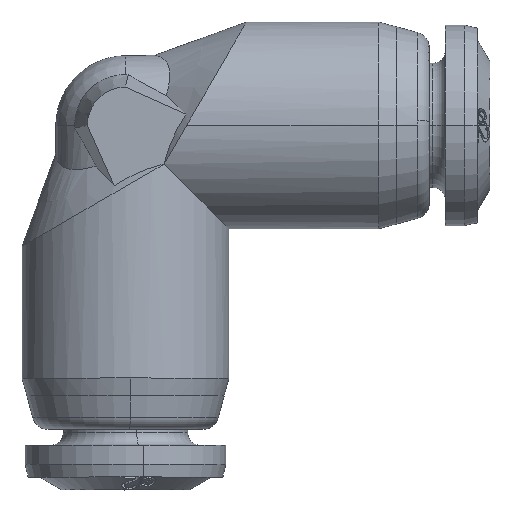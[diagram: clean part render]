
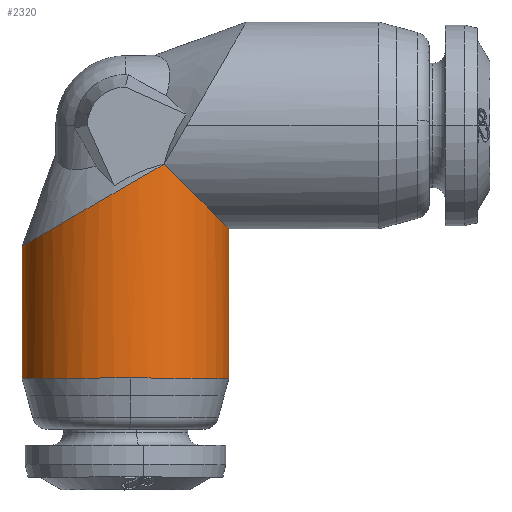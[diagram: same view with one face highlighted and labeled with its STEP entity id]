
A CAD part, top view. The second image highlights one B-rep face of the part: STEP entity #2320.
In plain terms, the highlighted cylindrical face has radius 3.25 mm (diameter 6.5 mm), a partial arc.
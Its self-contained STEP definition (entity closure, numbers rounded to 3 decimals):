
#754 = AXIS2_PLACEMENT_3D ( 'NONE', #12335, #12336, #12337 ) ;
#755 = AXIS2_PLACEMENT_3D ( 'NONE', #12365, #12366, #12367 ) ;
#1876 = CARTESIAN_POINT ( 'NONE',  ( 0., 0., 0. ) ) ;
#1877 = DIRECTION ( 'NONE',  ( 0., 1., 0. ) ) ;
#1885 = DIRECTION ( 'NONE',  ( -1., 0., 0. ) ) ;
#2230 = EDGE_CURVE ( 'NONE', #10184, #10171, #10673, .T. ) ;
#2231 = EDGE_CURVE ( 'NONE', #10171, #10199, #10668, .T. ) ;
#2232 = EDGE_CURVE ( 'NONE', #9936, #10199, #4121, .T. ) ;
#2233 = EDGE_CURVE ( 'NONE', #10188, #9936, #4122, .T. ) ;
#2234 = EDGE_CURVE ( 'NONE', #10195, #10188, #4123, .T. ) ;
#2235 = EDGE_CURVE ( 'NONE', #10186, #10195, #4124, .T. ) ;
#2236 = EDGE_CURVE ( 'NONE', #10197, #10186, #4125, .T. ) ;
#2237 = EDGE_CURVE ( 'NONE', #9929, #10197, #4126, .T. ) ;
#2238 = EDGE_CURVE ( 'NONE', #10204, #9929, #10679, .T. ) ;
#2239 = EDGE_CURVE ( 'NONE', #10204, #10184, #10677, .T. ) ;
#2320 = ADVANCED_FACE ( 'NONE', ( #5120 ), #5128, .T. ) ;
#2408 = AXIS2_PLACEMENT_3D ( 'NONE', #1876, #1877, #1885 ) ;
#4121 =( BOUNDED_CURVE ( )  B_SPLINE_CURVE ( 3, ( #12333, #12332, #12341, #12342 ),
 .UNSPECIFIED., .F., .F. ) 
 B_SPLINE_CURVE_WITH_KNOTS ( ( 4, 4 ),
 ( 1.955, 3.142 ),
 .UNSPECIFIED. ) 
 CURVE ( )  GEOMETRIC_REPRESENTATION_ITEM ( )  RATIONAL_B_SPLINE_CURVE ( ( 1., 0.886, 0.886, 1. ) ) 
 REPRESENTATION_ITEM ( '' )  );
#4122 = B_SPLINE_CURVE_WITH_KNOTS ( 'NONE', 3,
 ( #12338, #12340, #12345, #12346 ),
 .UNSPECIFIED., .F., .F.,
 ( 4, 4 ),
 ( 0., 1. ),
 .UNSPECIFIED. ) ;
#4123 = B_SPLINE_CURVE_WITH_KNOTS ( 'NONE', 3,
 ( #12339, #12344, #12349, #12350 ),
 .UNSPECIFIED., .F., .F.,
 ( 4, 4 ),
 ( 0., 1. ),
 .UNSPECIFIED. ) ;
#4124 = B_SPLINE_CURVE_WITH_KNOTS ( 'NONE', 3,
 ( #12343, #12348, #12353, #12354 ),
 .UNSPECIFIED., .F., .F.,
 ( 4, 4 ),
 ( 0., 1. ),
 .UNSPECIFIED. ) ;
#4125 = B_SPLINE_CURVE_WITH_KNOTS ( 'NONE', 3,
 ( #12347, #12352, #12356, #12357 ),
 .UNSPECIFIED., .F., .F.,
 ( 4, 4 ),
 ( 0., 1. ),
 .UNSPECIFIED. ) ;
#4126 = B_SPLINE_CURVE_WITH_KNOTS ( 'NONE', 3,
 ( #12351, #12355, #12359, #12360 ),
 .UNSPECIFIED., .F., .F.,
 ( 4, 4 ),
 ( 0., 1. ),
 .UNSPECIFIED. ) ;
#4775 = ORIENTED_EDGE ( 'NONE', *, *, #2230, .T. ) ;
#4776 = ORIENTED_EDGE ( 'NONE', *, *, #2231, .T. ) ;
#4777 = ORIENTED_EDGE ( 'NONE', *, *, #2232, .F. ) ;
#4778 = ORIENTED_EDGE ( 'NONE', *, *, #2233, .F. ) ;
#4779 = ORIENTED_EDGE ( 'NONE', *, *, #2234, .F. ) ;
#4780 = ORIENTED_EDGE ( 'NONE', *, *, #2235, .F. ) ;
#4781 = ORIENTED_EDGE ( 'NONE', *, *, #2236, .F. ) ;
#5120 = FACE_OUTER_BOUND ( 'NONE', #5313, .T. ) ;
#5128 = CYLINDRICAL_SURFACE ( 'NONE', #2408, 3.25 ) ;
#5313 = EDGE_LOOP ( 'NONE', ( #4775, #4776, #4777, #4778, #4779, #4780, #4781, #5341, #5342, #5343 ) ) ;
#5341 = ORIENTED_EDGE ( 'NONE', *, *, #2237, .F. ) ;
#5342 = ORIENTED_EDGE ( 'NONE', *, *, #2238, .F. ) ;
#5343 = ORIENTED_EDGE ( 'NONE', *, *, #2239, .T. ) ;
#8651 = CARTESIAN_POINT ( 'NONE',  ( -3.25, -3.8, 0. ) ) ;
#8655 = CARTESIAN_POINT ( 'NONE',  ( 1.22, -1.22, 3.013 ) ) ;
#8856 = CARTESIAN_POINT ( 'NONE',  ( 3.25, -7.94, 0. ) ) ;
#8862 = CARTESIAN_POINT ( 'NONE',  ( 0.163, -7.94, 3.246 ) ) ;
#8863 = CARTESIAN_POINT ( 'NONE',  ( -2.298, -3.25, 2.298 ) ) ;
#8864 = CARTESIAN_POINT ( 'NONE',  ( 0., -1.924, 3.25 ) ) ;
#8867 = CARTESIAN_POINT ( 'NONE',  ( -1.244, -2.642, 3.003 ) ) ;
#8868 = CARTESIAN_POINT ( 'NONE',  ( -3.003, -3.657, 1.244 ) ) ;
#8869 = CARTESIAN_POINT ( 'NONE',  ( 3.25, -3.25, 0. ) ) ;
#8871 = CARTESIAN_POINT ( 'NONE',  ( -3.25, -7.94, 0. ) ) ;
#9929 = VERTEX_POINT ( 'NONE', #8651 ) ;
#9936 = VERTEX_POINT ( 'NONE', #8655 ) ;
#10171 = VERTEX_POINT ( 'NONE', #8856 ) ;
#10184 = VERTEX_POINT ( 'NONE', #8862 ) ;
#10186 = VERTEX_POINT ( 'NONE', #8863 ) ;
#10188 = VERTEX_POINT ( 'NONE', #8864 ) ;
#10195 = VERTEX_POINT ( 'NONE', #8867 ) ;
#10197 = VERTEX_POINT ( 'NONE', #8868 ) ;
#10199 = VERTEX_POINT ( 'NONE', #8869 ) ;
#10204 = VERTEX_POINT ( 'NONE', #8871 ) ;
#10668 = LINE ( 'NONE', #12334, #10676 ) ;
#10673 = CIRCLE ( 'NONE', #754, 3.25 ) ;
#10676 = VECTOR ( 'NONE', #12328, 1000. ) ;
#10677 = CIRCLE ( 'NONE', #755, 3.25 ) ;
#10678 = VECTOR ( 'NONE', #12362, 1000. ) ;
#10679 = LINE ( 'NONE', #12361, #10678 ) ;
#12328 = DIRECTION ( 'NONE',  ( 0., 1., 0. ) ) ;
#12332 = CARTESIAN_POINT ( 'NONE',  ( 2.486, -2.486, 2.5 ) ) ;
#12333 = CARTESIAN_POINT ( 'NONE',  ( 1.22, -1.22, 3.013 ) ) ;
#12334 = CARTESIAN_POINT ( 'NONE',  ( 3.25, 0., 0. ) ) ;
#12335 = CARTESIAN_POINT ( 'NONE',  ( 0., -7.94, 0. ) ) ;
#12336 = DIRECTION ( 'NONE',  ( 0., 1., 0. ) ) ;
#12337 = DIRECTION ( 'NONE',  ( -1., 0., 0. ) ) ;
#12338 = CARTESIAN_POINT ( 'NONE',  ( 0., -1.924, 3.25 ) ) ;
#12339 = CARTESIAN_POINT ( 'NONE',  ( -1.244, -2.642, 3.003 ) ) ;
#12340 = CARTESIAN_POINT ( 'NONE',  ( 0.417, -1.683, 3.25 ) ) ;
#12341 = CARTESIAN_POINT ( 'NONE',  ( 3.25, -3.25, 1.367 ) ) ;
#12342 = CARTESIAN_POINT ( 'NONE',  ( 3.25, -3.25, 0. ) ) ;
#12343 = CARTESIAN_POINT ( 'NONE',  ( -2.298, -3.25, 2.298 ) ) ;
#12344 = CARTESIAN_POINT ( 'NONE',  ( -0.851, -2.415, 3.165 ) ) ;
#12345 = CARTESIAN_POINT ( 'NONE',  ( 0.833, -1.443, 3.169 ) ) ;
#12346 = CARTESIAN_POINT ( 'NONE',  ( 1.22, -1.22, 3.013 ) ) ;
#12347 = CARTESIAN_POINT ( 'NONE',  ( -3.003, -3.657, 1.244 ) ) ;
#12348 = CARTESIAN_POINT ( 'NONE',  ( -1.997, -3.077, 2.599 ) ) ;
#12349 = CARTESIAN_POINT ( 'NONE',  ( -0.425, -2.169, 3.25 ) ) ;
#12350 = CARTESIAN_POINT ( 'NONE',  ( 0., -1.924, 3.25 ) ) ;
#12351 = CARTESIAN_POINT ( 'NONE',  ( -3.25, -3.8, 0. ) ) ;
#12352 = CARTESIAN_POINT ( 'NONE',  ( -2.84, -3.563, 1.637 ) ) ;
#12353 = CARTESIAN_POINT ( 'NONE',  ( -1.637, -2.869, 2.84 ) ) ;
#12354 = CARTESIAN_POINT ( 'NONE',  ( -1.244, -2.642, 3.003 ) ) ;
#12355 = CARTESIAN_POINT ( 'NONE',  ( -3.25, -3.8, 0.425 ) ) ;
#12356 = CARTESIAN_POINT ( 'NONE',  ( -2.599, -3.424, 1.997 ) ) ;
#12357 = CARTESIAN_POINT ( 'NONE',  ( -2.298, -3.25, 2.298 ) ) ;
#12359 = CARTESIAN_POINT ( 'NONE',  ( -3.165, -3.751, 0.851 ) ) ;
#12360 = CARTESIAN_POINT ( 'NONE',  ( -3.003, -3.657, 1.244 ) ) ;
#12361 = CARTESIAN_POINT ( 'NONE',  ( -3.25, 0., 0. ) ) ;
#12362 = DIRECTION ( 'NONE',  ( 0., 1., 0. ) ) ;
#12365 = CARTESIAN_POINT ( 'NONE',  ( 0., -7.94, 0. ) ) ;
#12366 = DIRECTION ( 'NONE',  ( 0., 1., 0. ) ) ;
#12367 = DIRECTION ( 'NONE',  ( -1., 0., 0. ) ) ;
